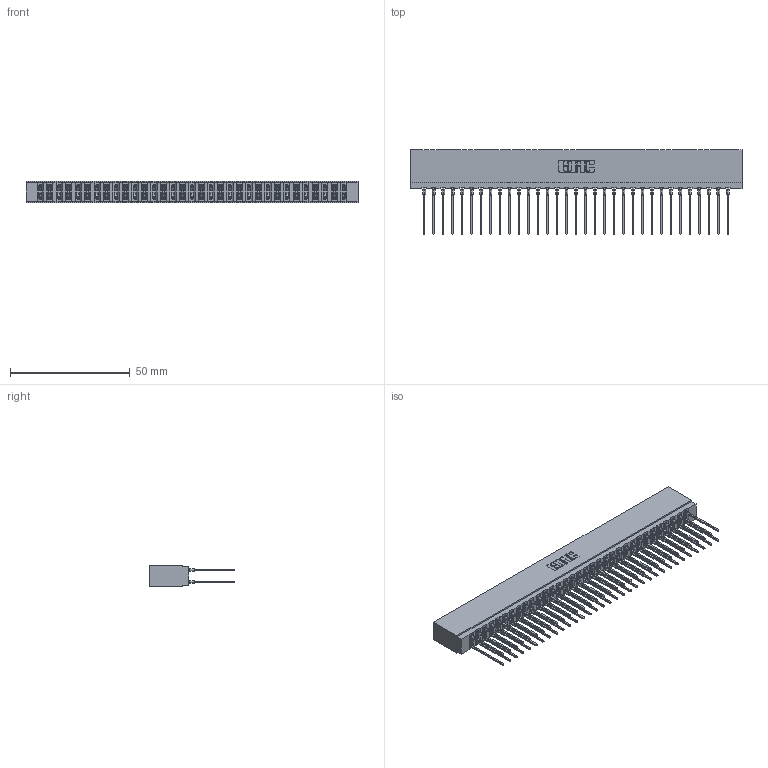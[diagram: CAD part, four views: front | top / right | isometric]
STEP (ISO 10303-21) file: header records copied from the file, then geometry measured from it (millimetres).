
FILE_DESCRIPTION (( 'STEP AP203' ), '1' );
FILE_NAME ('737-066-541-201.STEP', '2026-03-06T00:51:09', ( '' ), ( '' ), 'SwSTEP 2.0', 'SolidWorks 2023', '' );
FILE_SCHEMA (( 'CONFIG_CONTROL_DESIGN' ));
Length unit declared in the file: millimetre
Products named in the file (3): 745-292-001_541; 737-066-541-201; 737 Part_Insulator Option - 01
Assembly tree (67 placements, depth 2):
  737-066-541-201
    737 Part_Insulator Option - 01
    745-292-001_541  x66
Bounding box: 138.63 x 35.45 x 8.89 mm (x, y, z)
Volume: 14021.5 mm3; surface area: 22029.5 mm2
Topology: 67 solids, 67 shells, 6034 faces, 16227 edges, 10202 vertices
Faces by surface type: plane 3123, bspline 1320, cylinder 1195, torus 396
Entity records: 57841 total; most frequent: CARTESIAN_POINT 10547, ORIENTED_EDGE 9964, DIRECTION 8704, EDGE_CURVE 4982, VECTOR 4602, LINE 4602, VERTEX_POINT 3182, AXIS2_PLACEMENT_3D 2051
